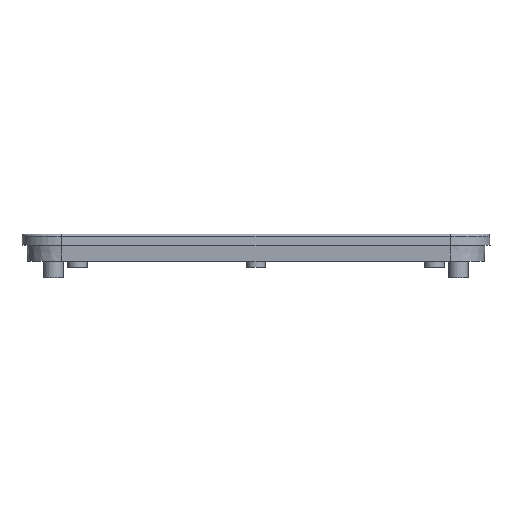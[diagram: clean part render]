
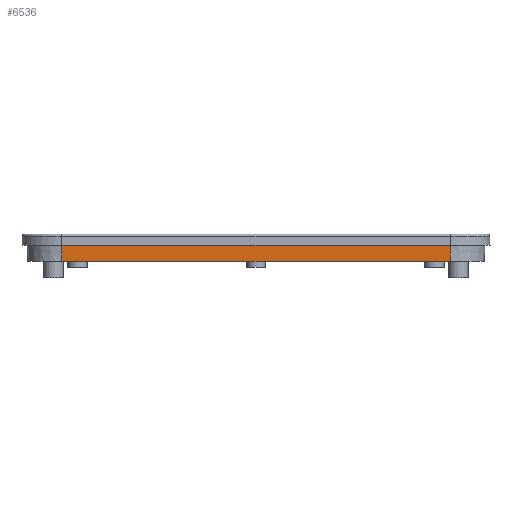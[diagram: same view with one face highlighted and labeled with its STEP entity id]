
A CAD part, left-side view. The second image highlights one B-rep face of the part: STEP entity #6536.
In plain terms, the highlighted planar face has unit normal (-0.999, 0, -0.035).
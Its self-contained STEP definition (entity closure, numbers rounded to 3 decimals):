
#76 = PLANE('',#77);
#77 = AXIS2_PLACEMENT_3D('',#78,#79,#80);
#78 = CARTESIAN_POINT('',(8.598,23.984,-2.5));
#79 = DIRECTION('',(0.,0.,-1.));
#80 = DIRECTION('',(-1.,0.,0.));
#170 = VERTEX_POINT('',#171);
#171 = CARTESIAN_POINT('',(-7.215,-6.516,-2.5));
#190 = CONICAL_SURFACE('',#191,5.4,0.035);
#191 = AXIS2_PLACEMENT_3D('',#192,#193,#194);
#192 = CARTESIAN_POINT('',(-1.902,-6.516,
    0.));
#193 = DIRECTION('',(0.,0.,1.));
#194 = DIRECTION('',(0.,1.,0.));
#202 = EDGE_CURVE('',#203,#170,#205,.T.);
#203 = VERTEX_POINT('',#204);
#204 = CARTESIAN_POINT('',(-7.215,54.484,-2.5));
#205 = SURFACE_CURVE('',#206,(#210,#217),.PCURVE_S1.);
#206 = LINE('',#207,#208);
#207 = CARTESIAN_POINT('',(-7.215,54.484,-2.5));
#208 = VECTOR('',#209,1.);
#209 = DIRECTION('',(0.,-1.,0.));
#210 = PCURVE('',#76,#211);
#211 = DEFINITIONAL_REPRESENTATION('',(#212),#216);
#212 = LINE('',#213,#214);
#213 = CARTESIAN_POINT('',(15.813,30.5));
#214 = VECTOR('',#215,1.);
#215 = DIRECTION('',(0.,-1.));
#216 = ( GEOMETRIC_REPRESENTATION_CONTEXT(2) 
PARAMETRIC_REPRESENTATION_CONTEXT() REPRESENTATION_CONTEXT('2D SPACE',''
  ) );
#217 = PCURVE('',#218,#223);
#218 = PLANE('',#219);
#219 = AXIS2_PLACEMENT_3D('',#220,#221,#222);
#220 = CARTESIAN_POINT('',(-7.302,54.484,
    0.));
#221 = DIRECTION('',(-0.999,0.,
    -0.035));
#222 = DIRECTION('',(0.,1.,0.));
#223 = DEFINITIONAL_REPRESENTATION('',(#224),#228);
#224 = LINE('',#225,#226);
#225 = CARTESIAN_POINT('',(0.,2.502));
#226 = VECTOR('',#227,1.);
#227 = DIRECTION('',(-1.,0.));
#228 = ( GEOMETRIC_REPRESENTATION_CONTEXT(2) 
PARAMETRIC_REPRESENTATION_CONTEXT() REPRESENTATION_CONTEXT('2D SPACE',''
  ) );
#251 = CONICAL_SURFACE('',#252,5.4,0.035);
#252 = AXIS2_PLACEMENT_3D('',#253,#254,#255);
#253 = CARTESIAN_POINT('',(-1.902,54.484,
    0.));
#254 = DIRECTION('',(0.,0.,1.));
#255 = DIRECTION('',(1.,0.,0.));
#649 = PLANE('',#650);
#650 = AXIS2_PLACEMENT_3D('',#651,#652,#653);
#651 = CARTESIAN_POINT('',(8.598,23.984,
    0.));
#652 = DIRECTION('',(0.,0.,-1.));
#653 = DIRECTION('',(-1.,0.,0.));
#6487 = EDGE_CURVE('',#6488,#203,#6490,.T.);
#6488 = VERTEX_POINT('',#6489);
#6489 = CARTESIAN_POINT('',(-7.302,54.484,
    0.));
#6490 = SURFACE_CURVE('',#6491,(#6495,#6502),.PCURVE_S1.);
#6491 = LINE('',#6492,#6493);
#6492 = CARTESIAN_POINT('',(-7.302,54.484,
    0.));
#6493 = VECTOR('',#6494,1.);
#6494 = DIRECTION('',(0.035,0.,
    -0.999));
#6495 = PCURVE('',#251,#6496);
#6496 = DEFINITIONAL_REPRESENTATION('',(#6497),#6501);
#6497 = LINE('',#6498,#6499);
#6498 = CARTESIAN_POINT('',(3.142,0.));
#6499 = VECTOR('',#6500,1.);
#6500 = DIRECTION('',(0.,-1.));
#6501 = ( GEOMETRIC_REPRESENTATION_CONTEXT(2) 
PARAMETRIC_REPRESENTATION_CONTEXT() REPRESENTATION_CONTEXT('2D SPACE',''
  ) );
#6502 = PCURVE('',#218,#6503);
#6503 = DEFINITIONAL_REPRESENTATION('',(#6504),#6508);
#6504 = LINE('',#6505,#6506);
#6505 = CARTESIAN_POINT('',(0.,0.));
#6506 = VECTOR('',#6507,1.);
#6507 = DIRECTION('',(0.,1.));
#6508 = ( GEOMETRIC_REPRESENTATION_CONTEXT(2) 
PARAMETRIC_REPRESENTATION_CONTEXT() REPRESENTATION_CONTEXT('2D SPACE',''
  ) );
#6536 = ADVANCED_FACE('',(#6537),#218,.T.);
#6537 = FACE_BOUND('',#6538,.T.);
#6538 = EDGE_LOOP('',(#6539,#6540,#6563,#6584));
#6539 = ORIENTED_EDGE('',*,*,#202,.T.);
#6540 = ORIENTED_EDGE('',*,*,#6541,.F.);
#6541 = EDGE_CURVE('',#6542,#170,#6544,.T.);
#6542 = VERTEX_POINT('',#6543);
#6543 = CARTESIAN_POINT('',(-7.302,-6.516,
    0.));
#6544 = SURFACE_CURVE('',#6545,(#6549,#6556),.PCURVE_S1.);
#6545 = LINE('',#6546,#6547);
#6546 = CARTESIAN_POINT('',(-7.302,-6.516,
    0.));
#6547 = VECTOR('',#6548,1.);
#6548 = DIRECTION('',(0.035,0.,
    -0.999));
#6549 = PCURVE('',#218,#6550);
#6550 = DEFINITIONAL_REPRESENTATION('',(#6551),#6555);
#6551 = LINE('',#6552,#6553);
#6552 = CARTESIAN_POINT('',(-61.,0.));
#6553 = VECTOR('',#6554,1.);
#6554 = DIRECTION('',(0.,1.));
#6555 = ( GEOMETRIC_REPRESENTATION_CONTEXT(2) 
PARAMETRIC_REPRESENTATION_CONTEXT() REPRESENTATION_CONTEXT('2D SPACE',''
  ) );
#6556 = PCURVE('',#190,#6557);
#6557 = DEFINITIONAL_REPRESENTATION('',(#6558),#6562);
#6558 = LINE('',#6559,#6560);
#6559 = CARTESIAN_POINT('',(1.571,0.));
#6560 = VECTOR('',#6561,1.);
#6561 = DIRECTION('',(0.,-1.));
#6562 = ( GEOMETRIC_REPRESENTATION_CONTEXT(2) 
PARAMETRIC_REPRESENTATION_CONTEXT() REPRESENTATION_CONTEXT('2D SPACE',''
  ) );
#6563 = ORIENTED_EDGE('',*,*,#6564,.F.);
#6564 = EDGE_CURVE('',#6488,#6542,#6565,.T.);
#6565 = SURFACE_CURVE('',#6566,(#6570,#6577),.PCURVE_S1.);
#6566 = LINE('',#6567,#6568);
#6567 = CARTESIAN_POINT('',(-7.302,39.234,
    0.));
#6568 = VECTOR('',#6569,1.);
#6569 = DIRECTION('',(0.,-1.,0.));
#6570 = PCURVE('',#218,#6571);
#6571 = DEFINITIONAL_REPRESENTATION('',(#6572),#6576);
#6572 = LINE('',#6573,#6574);
#6573 = CARTESIAN_POINT('',(-15.25,0.));
#6574 = VECTOR('',#6575,1.);
#6575 = DIRECTION('',(-1.,0.));
#6576 = ( GEOMETRIC_REPRESENTATION_CONTEXT(2) 
PARAMETRIC_REPRESENTATION_CONTEXT() REPRESENTATION_CONTEXT('2D SPACE',''
  ) );
#6577 = PCURVE('',#649,#6578);
#6578 = DEFINITIONAL_REPRESENTATION('',(#6579),#6583);
#6579 = LINE('',#6580,#6581);
#6580 = CARTESIAN_POINT('',(15.9,15.25));
#6581 = VECTOR('',#6582,1.);
#6582 = DIRECTION('',(0.,-1.));
#6583 = ( GEOMETRIC_REPRESENTATION_CONTEXT(2) 
PARAMETRIC_REPRESENTATION_CONTEXT() REPRESENTATION_CONTEXT('2D SPACE',''
  ) );
#6584 = ORIENTED_EDGE('',*,*,#6487,.T.);
